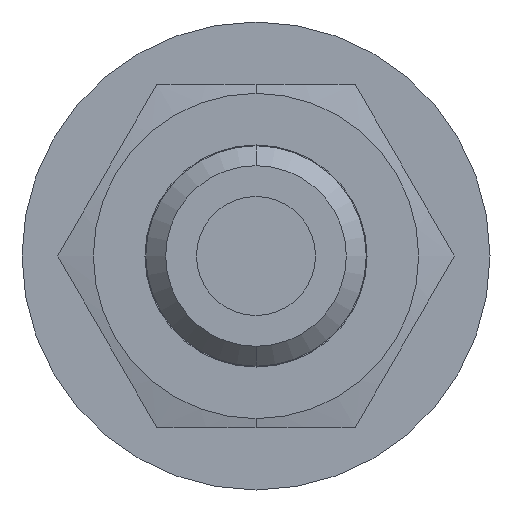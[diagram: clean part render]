
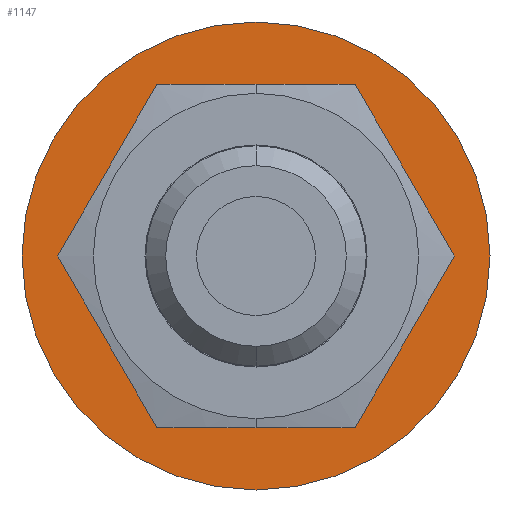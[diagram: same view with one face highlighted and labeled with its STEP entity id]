
A CAD part, front view. The second image highlights one B-rep face of the part: STEP entity #1147.
In plain terms, the highlighted planar face has unit normal (0, -1, 0).
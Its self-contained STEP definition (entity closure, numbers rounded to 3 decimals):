
#89 = CIRCLE ( 'NONE', #166, 6. ) ;
#150 = DIRECTION ( 'NONE',  ( 0., 0., 1. ) ) ;
#166 = AXIS2_PLACEMENT_3D ( 'NONE', #186, #2119, #1743 ) ;
#177 = PLANE ( 'NONE',  #2361 ) ;
#186 = CARTESIAN_POINT ( 'NONE',  ( 0., -6., 0. ) ) ;
#216 = VERTEX_POINT ( 'NONE', #1045 ) ;
#351 = CARTESIAN_POINT ( 'NONE',  ( 0., -6., 0. ) ) ;
#352 = DIRECTION ( 'NONE',  ( 0., 0., 1. ) ) ;
#409 = DIRECTION ( 'NONE',  ( 0., 0., 1. ) ) ;
#539 = EDGE_CURVE ( 'NONE', #1408, #2000, #1115, .T. ) ;
#582 = CARTESIAN_POINT ( 'NONE',  ( 0., -6., -11.8 ) ) ;
#624 = ORIENTED_EDGE ( 'NONE', *, *, #1794, .T. ) ;
#664 = CARTESIAN_POINT ( 'NONE',  ( 0., -6., 6. ) ) ;
#671 = FACE_BOUND ( 'NONE', #1612, .T. ) ;
#703 = ORIENTED_EDGE ( 'NONE', *, *, #1046, .F. ) ;
#718 = CARTESIAN_POINT ( 'NONE',  ( 0., -6., 0. ) ) ;
#851 = CIRCLE ( 'NONE', #1284, 11.8 ) ;
#1045 = CARTESIAN_POINT ( 'NONE',  ( 0., -6., -6. ) ) ;
#1046 = EDGE_CURVE ( 'NONE', #2000, #1408, #851, .T. ) ;
#1115 = CIRCLE ( 'NONE', #1708, 11.8 ) ;
#1124 = CARTESIAN_POINT ( 'NONE',  ( 0., -6., 0. ) ) ;
#1147 = ADVANCED_FACE ( 'NONE', ( #1251, #671 ), #177, .F. ) ;
#1251 = FACE_OUTER_BOUND ( 'NONE', #2106, .T. ) ;
#1284 = AXIS2_PLACEMENT_3D ( 'NONE', #2369, #2145, #409 ) ;
#1292 = DIRECTION ( 'NONE',  ( 0., 1., 0. ) ) ;
#1307 = DIRECTION ( 'NONE',  ( 0., 1., 0. ) ) ;
#1408 = VERTEX_POINT ( 'NONE', #2363 ) ;
#1495 = DIRECTION ( 'NONE',  ( 0., 1., 0. ) ) ;
#1528 = EDGE_CURVE ( 'NONE', #2146, #216, #1848, .T. ) ;
#1612 = EDGE_LOOP ( 'NONE', ( #624, #1802 ) ) ;
#1708 = AXIS2_PLACEMENT_3D ( 'NONE', #1124, #1292, #2055 ) ;
#1736 = AXIS2_PLACEMENT_3D ( 'NONE', #351, #1307, #150 ) ;
#1743 = DIRECTION ( 'NONE',  ( 0., 0., 1. ) ) ;
#1794 = EDGE_CURVE ( 'NONE', #216, #2146, #89, .T. ) ;
#1802 = ORIENTED_EDGE ( 'NONE', *, *, #1528, .T. ) ;
#1848 = CIRCLE ( 'NONE', #1736, 6. ) ;
#1899 = ORIENTED_EDGE ( 'NONE', *, *, #539, .F. ) ;
#2000 = VERTEX_POINT ( 'NONE', #582 ) ;
#2055 = DIRECTION ( 'NONE',  ( 0., 0., 1. ) ) ;
#2106 = EDGE_LOOP ( 'NONE', ( #703, #1899 ) ) ;
#2119 = DIRECTION ( 'NONE',  ( 0., 1., 0. ) ) ;
#2145 = DIRECTION ( 'NONE',  ( 0., 1., 0. ) ) ;
#2146 = VERTEX_POINT ( 'NONE', #664 ) ;
#2361 = AXIS2_PLACEMENT_3D ( 'NONE', #718, #1495, #352 ) ;
#2363 = CARTESIAN_POINT ( 'NONE',  ( 0., -6., 11.8 ) ) ;
#2369 = CARTESIAN_POINT ( 'NONE',  ( 0., -6., 0. ) ) ;
